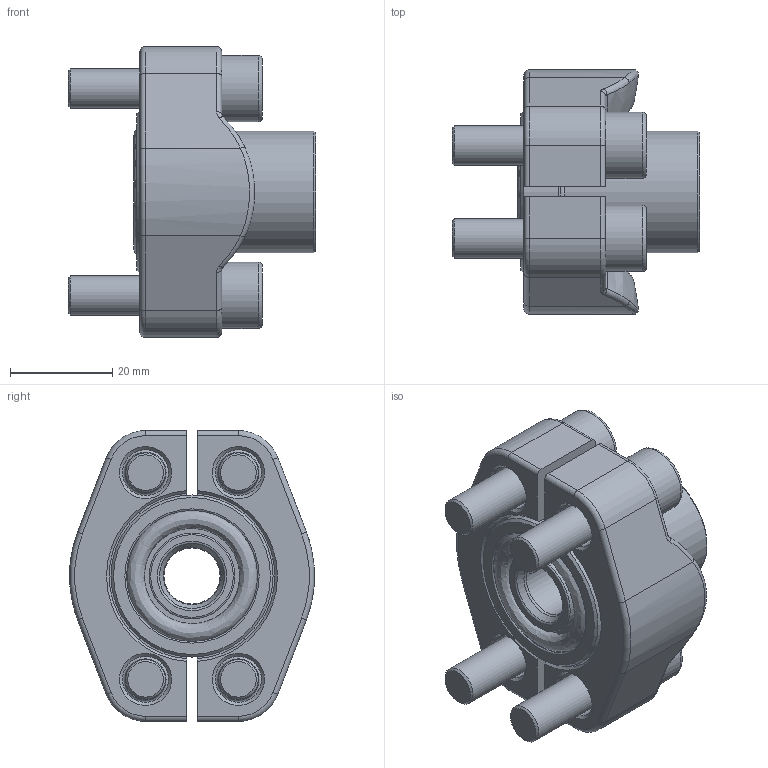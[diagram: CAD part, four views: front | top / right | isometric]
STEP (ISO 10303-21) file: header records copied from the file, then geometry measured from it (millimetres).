
FILE_DESCRIPTION(/* description */ (''),/* implementation_level */ '2;1');
FILE_NAME(/* name */ 'AFAL13-6-17.stp',/* time_stamp */ '2025-01-30T11:07:49+01:00',/* author */ (''),/* organization */ (''),/* preprocessor_version */ 'ST-DEVELOPER v16',/* originating_system */ 'SIEMENS PLM Software NX 10.0',/* authorisation */ '');
FILE_SCHEMA (('CONFIG_CONTROL_DESIGN'));
Length unit declared in the file: millimetre
Products named in the file (6): X-AFH13-6_einzel; X-O18; X-M8x30I; X-AFAL13-6-17; X-AFH13-6; AFAL13-6-17
Assembly tree (9 placements, depth 3):
  AFAL13-6-17
    X-AFAL13-6-17
    X-AFH13-6
      X-AFH13-6_einzel  x2
    X-M8x30I  x4
    X-O18
Bounding box: 48.4 x 47.96 x 57 mm (x, y, z)
Volume: 44975.9 mm3; surface area: 22159.8 mm2
Topology: 8 solids, 8 shells, 238 faces, 504 edges, 288 vertices
Faces by surface type: plane 84, cone 56, cylinder 44, torus 39, bspline 12, sphere 2, revolution 1
Full cylindrical faces by diameter (mm): 7.76 x4, 9 x4, 11 x1, 13 x4, 16.8 x1, 17.6 x1, 23.8 x1, 25.7 x1, 31.75 x1
Entity records: 3526 total; most frequent: CARTESIAN_POINT 715, DIRECTION 471, ORIENTED_EDGE 358, AXIS2_PLACEMENT_3D 209, EDGE_CURVE 179, EDGE_LOOP 143, VERTEX_POINT 122, CIRCLE 103
